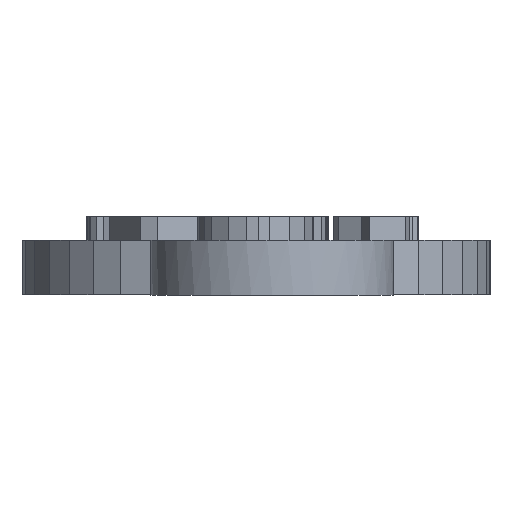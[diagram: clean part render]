
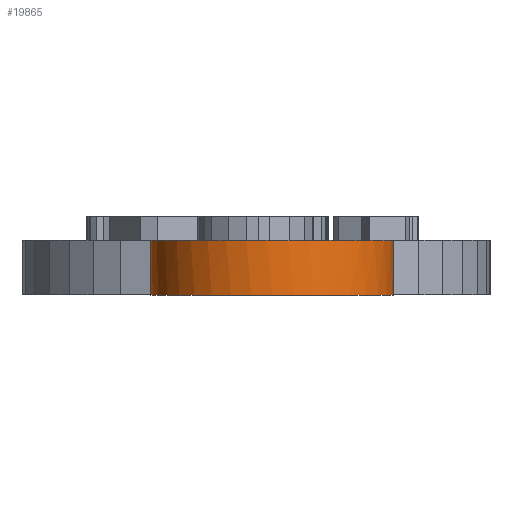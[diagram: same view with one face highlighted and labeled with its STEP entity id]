
A CAD part, left-side view. The second image highlights one B-rep face of the part: STEP entity #19865.
In plain terms, the highlighted cylindrical face has radius 6.265 mm (diameter 12.53 mm), a full revolution.
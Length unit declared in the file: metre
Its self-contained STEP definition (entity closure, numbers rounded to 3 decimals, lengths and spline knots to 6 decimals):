
#12=CIRCLE('',#21231,0.006265);
#13=CIRCLE('',#21233,0.006265);
#14=CIRCLE('',#21234,0.006265);
#18=CYLINDRICAL_SURFACE('',#21232,0.006265);
#3142=ORIENTED_EDGE('',*,*,#7296,.T.);
#3143=ORIENTED_EDGE('',*,*,#7297,.F.);
#3144=ORIENTED_EDGE('',*,*,#7298,.F.);
#3145=ORIENTED_EDGE('',*,*,#7299,.F.);
#3146=ORIENTED_EDGE('',*,*,#7300,.T.);
#7296=EDGE_CURVE('',#9629,#9629,#12,.T.);
#7297=EDGE_CURVE('',#9630,#9631,#13,.T.);
#7298=EDGE_CURVE('',#9632,#9630,#12034,.T.);
#7299=EDGE_CURVE('',#9633,#9632,#14,.T.);
#7300=EDGE_CURVE('',#9633,#9631,#12035,.T.);
#9629=VERTEX_POINT('',#29752);
#9630=VERTEX_POINT('',#29755);
#9631=VERTEX_POINT('',#29756);
#9632=VERTEX_POINT('',#29758);
#9633=VERTEX_POINT('',#29760);
#12034=LINE('',#29757,#14870);
#12035=LINE('',#29761,#14871);
#14870=VECTOR('',#24410,1.);
#14871=VECTOR('',#24413,1.);
#16754=EDGE_LOOP('',(#3142));
#16755=EDGE_LOOP('',(#3143,#3144,#3145,#3146));
#17812=FACE_BOUND('',#16754,.T.);
#17813=FACE_BOUND('',#16755,.T.);
#19865=ADVANCED_FACE('',(#17812,#17813),#18,.T.);
#21231=AXIS2_PLACEMENT_3D('',#29751,#24404,#24405);
#21232=AXIS2_PLACEMENT_3D('',#29753,#24406,#24407);
#21233=AXIS2_PLACEMENT_3D('',#29754,#24408,#24409);
#21234=AXIS2_PLACEMENT_3D('',#29759,#24411,#24412);
#24404=DIRECTION('',(0.,0.,1.));
#24405=DIRECTION('',(1.,0.,0.));
#24406=DIRECTION('',(0.,0.,1.));
#24407=DIRECTION('',(1.,0.,0.));
#24408=DIRECTION('',(0.,0.,1.));
#24409=DIRECTION('',(1.,0.,0.));
#24410=DIRECTION('',(0.,0.,1.));
#24411=DIRECTION('',(0.,0.,1.));
#24412=DIRECTION('',(1.,0.,0.));
#24413=DIRECTION('',(0.,0.,1.));
#29751=CARTESIAN_POINT('',(0.101499,0.271655,0.042933));
#29752=CARTESIAN_POINT('',(0.107764,0.271655,0.042933));
#29753=CARTESIAN_POINT('',(0.101499,0.271655,0.042933));
#29754=CARTESIAN_POINT('',(0.101499,0.271655,0.045784));
#29755=CARTESIAN_POINT('',(0.101671,0.277917,0.045784));
#29756=CARTESIAN_POINT('',(0.102204,0.26543,0.045784));
#29757=CARTESIAN_POINT('',(0.101671,0.277917,0.042933));
#29758=CARTESIAN_POINT('',(0.101671,0.277917,0.04296));
#29759=CARTESIAN_POINT('',(0.101499,0.271655,0.04296));
#29760=CARTESIAN_POINT('',(0.102204,0.26543,0.04296));
#29761=CARTESIAN_POINT('',(0.102204,0.26543,0.042933));
